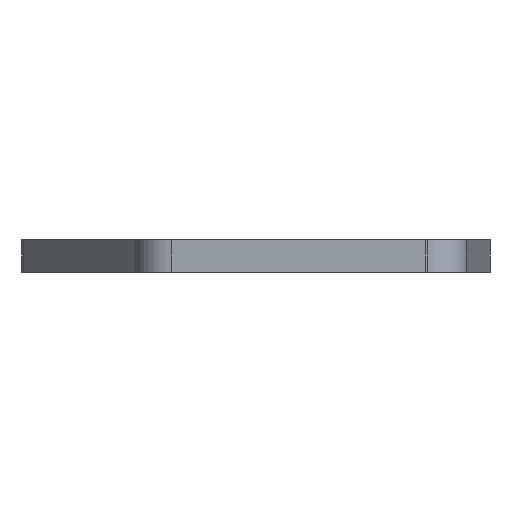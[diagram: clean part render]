
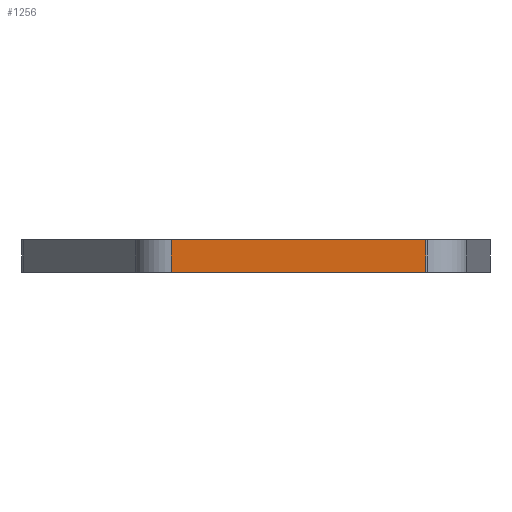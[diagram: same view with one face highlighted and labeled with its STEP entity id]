
A CAD part, left-side view. The second image highlights one B-rep face of the part: STEP entity #1256.
In plain terms, the highlighted planar face has unit normal (-0.999, 0.051, 0).
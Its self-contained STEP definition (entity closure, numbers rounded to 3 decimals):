
#2 = DIRECTION ( 'NONE',  ( 0., 0., -1. ) ) ;
#18 = LINE ( 'NONE', #727, #800 ) ;
#47 = VECTOR ( 'NONE', #2, 1000. ) ;
#72 = LINE ( 'NONE', #159, #129 ) ;
#76 = LINE ( 'NONE', #1091, #710 ) ;
#90 = ORIENTED_EDGE ( 'NONE', *, *, #225, .F. ) ;
#100 = CARTESIAN_POINT ( 'NONE',  ( 672.561, 402.186, 10. ) ) ;
#129 = VECTOR ( 'NONE', #154, 1000. ) ;
#154 = DIRECTION ( 'NONE',  ( 0., 0., -1. ) ) ;
#159 = CARTESIAN_POINT ( 'NONE',  ( 672.561, 402.186, 10. ) ) ;
#209 = DIRECTION ( 'NONE',  ( 0.999, -0.051, 0. ) ) ;
#215 = EDGE_CURVE ( 'NONE', #1233, #435, #1217, .T. ) ;
#225 = EDGE_CURVE ( 'NONE', #270, #1233, #76, .T. ) ;
#270 = VERTEX_POINT ( 'NONE', #100 ) ;
#279 = EDGE_LOOP ( 'NONE', ( #561, #860, #90, #1145 ) ) ;
#435 = VERTEX_POINT ( 'NONE', #600 ) ;
#459 = EDGE_CURVE ( 'NONE', #1025, #435, #18, .T. ) ;
#513 = DIRECTION ( 'NONE',  ( -0.051, -0.999, 0. ) ) ;
#561 = ORIENTED_EDGE ( 'NONE', *, *, #459, .T. ) ;
#568 = FACE_OUTER_BOUND ( 'NONE', #279, .T. ) ;
#590 = CARTESIAN_POINT ( 'NONE',  ( 668.574, 323.838, 10. ) ) ;
#600 = CARTESIAN_POINT ( 'NONE',  ( 668.574, 323.838, 0. ) ) ;
#607 = DIRECTION ( 'NONE',  ( 0.051, 0.999, 0. ) ) ;
#691 = CARTESIAN_POINT ( 'NONE',  ( 668.574, 323.838, 10. ) ) ;
#710 = VECTOR ( 'NONE', #987, 1000. ) ;
#713 = CARTESIAN_POINT ( 'NONE',  ( 668.574, 323.838, 10. ) ) ;
#727 = CARTESIAN_POINT ( 'NONE',  ( 668.574, 323.838, 0. ) ) ;
#800 = VECTOR ( 'NONE', #513, 1000. ) ;
#839 = EDGE_CURVE ( 'NONE', #270, #1025, #72, .T. ) ;
#860 = ORIENTED_EDGE ( 'NONE', *, *, #215, .F. ) ;
#916 = AXIS2_PLACEMENT_3D ( 'NONE', #590, #209, #607 ) ;
#986 = PLANE ( 'NONE',  #916 ) ;
#987 = DIRECTION ( 'NONE',  ( -0.051, -0.999, 0. ) ) ;
#1025 = VERTEX_POINT ( 'NONE', #1247 ) ;
#1091 = CARTESIAN_POINT ( 'NONE',  ( 668.574, 323.838, 10. ) ) ;
#1145 = ORIENTED_EDGE ( 'NONE', *, *, #839, .T. ) ;
#1217 = LINE ( 'NONE', #691, #47 ) ;
#1233 = VERTEX_POINT ( 'NONE', #713 ) ;
#1247 = CARTESIAN_POINT ( 'NONE',  ( 672.561, 402.186, 0. ) ) ;
#1256 = ADVANCED_FACE ( 'NONE', ( #568 ), #986, .F. ) ;
